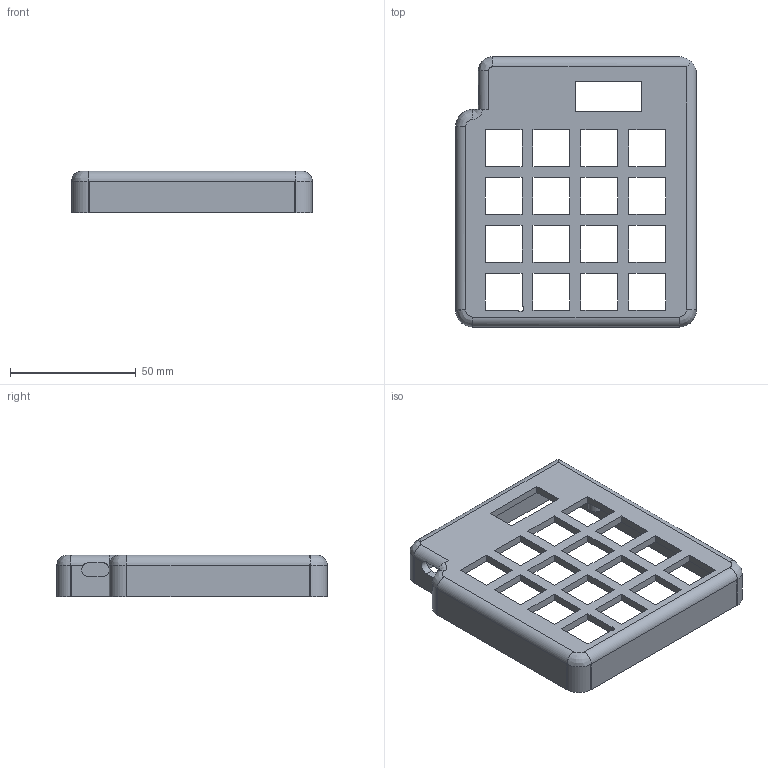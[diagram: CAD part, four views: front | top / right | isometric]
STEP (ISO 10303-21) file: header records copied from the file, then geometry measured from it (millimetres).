
FILE_DESCRIPTION(/* description */ (''),/* implementation_level */ '2;1');
FILE_NAME(/* name */ 'Bottom.step',/* time_stamp */ '2026-01-06T20:30:44+01:00',/* author */ (''),/* organization */ (''),/* preprocessor_version */ 'ST-DEVELOPER v20.1',/* originating_system */ 'Autodesk Translation Framework v14.21.0.0',/* authorisation */ '');
FILE_SCHEMA (('AUTOMOTIVE_DESIGN { 1 0 10303 214 3 1 1 }'));
Length unit declared in the file: millimetre
Products named in the file (1): Bottom
Bounding box: 95.79 x 107.49 x 16.52 mm (x, y, z)
Volume: 33593.7 mm3; surface area: 27413.3 mm2
Topology: 6 solids, 6 shells, 169 faces, 458 edges, 298 vertices
Faces by surface type: plane 129, cylinder 33, bspline 7
Full cylindrical faces by diameter (mm): 3 x5, 6 x5
Entity records: 5587 total; most frequent: CARTESIAN_POINT 1216, ORIENTED_EDGE 910, DIRECTION 843, EDGE_CURVE 455, LINE 359, VECTOR 359, VERTEX_POINT 298, AXIS2_PLACEMENT_3D 242
